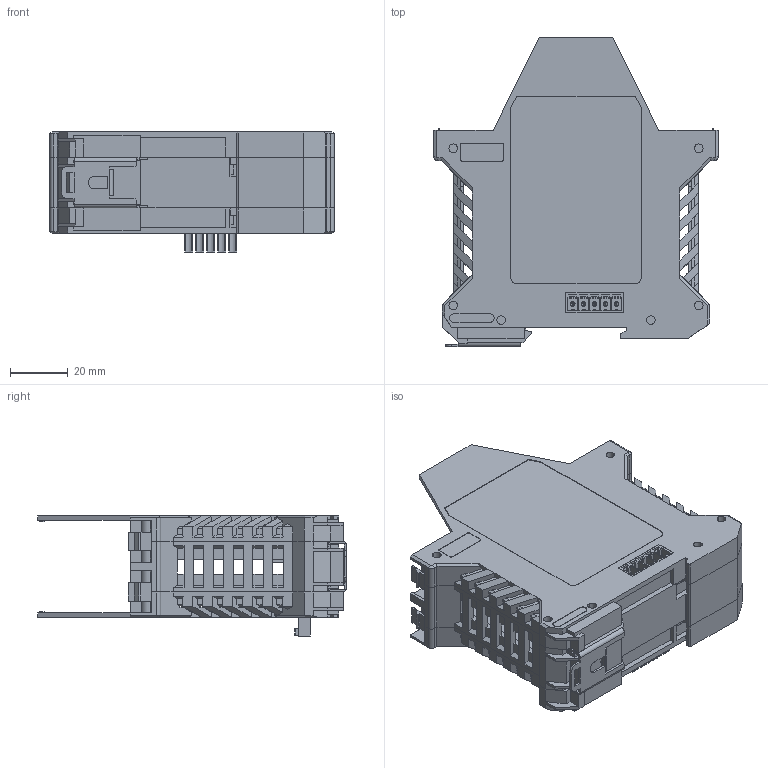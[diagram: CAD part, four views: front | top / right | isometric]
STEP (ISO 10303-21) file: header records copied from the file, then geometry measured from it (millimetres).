
FILE_DESCRIPTION(('Creo Elements/Direct Modeling STEP Export'),'2;1');
FILE_NAME('model.stp','2020-11-12T13:43:09',(''),(''),'Creo Elements/Direct Modeling STEP processor for AP214 (Solid Model)','Creo Elements/Direct Modeling 20.1A 29-Sep-2018 (C) Parametric Technology GmbH','');
FILE_SCHEMA(('AUTOMOTIVE_DESIGN { 1 0 10303 214 1 1 1 1 }'));
Length unit declared in the file: millimetre
Products named in the file (7): ME_35_UTM_H.Select__00297544; ME_17.5_UTR_H_BUS_5_H.Select__00495467; ME_17.5_UTL_H_BUS_5_H.Select__00495434; ME_Verriegelungshaken_H.Select__00446697.1; ME_BUS_17.5_MC_5-ST_H.Select__00492826.1; Fussriegel_17.5_L30_H.Select__00315466; ME_35_UT_BUS_5_TECDOC__00505590
Assembly tree (10 placements, depth 2):
  ME_35_UT_BUS_5_TECDOC__00505590
    ME_BUS_17.5_MC_5-ST_H.Select__00492826.1  x2
    Fussriegel_17.5_L30_H.Select__00315466
    ME_Verriegelungshaken_H.Select__00446697.1  x4
    ME_17.5_UTL_H_BUS_5_H.Select__00495434
    ME_17.5_UTR_H_BUS_5_H.Select__00495467
    ME_35_UTM_H.Select__00297544
Bounding box: 99 x 107.35 x 41.7 mm (x, y, z)
Volume: 53098.3 mm3; surface area: 62652.6 mm2
Topology: 10 solids, 10 shells, 1927 faces, 5403 edges, 3563 vertices
Faces by surface type: plane 1660, cylinder 253, cone 14
Entity records: 45834 total; most frequent: ORIENTED_EDGE 8338, CARTESIAN_POINT 8038, DIRECTION 6726, EDGE_CURVE 4169, VECTOR 3592, LINE 3592, VERTEX_POINT 2749, AXIS2_PLACEMENT_3D 1567
